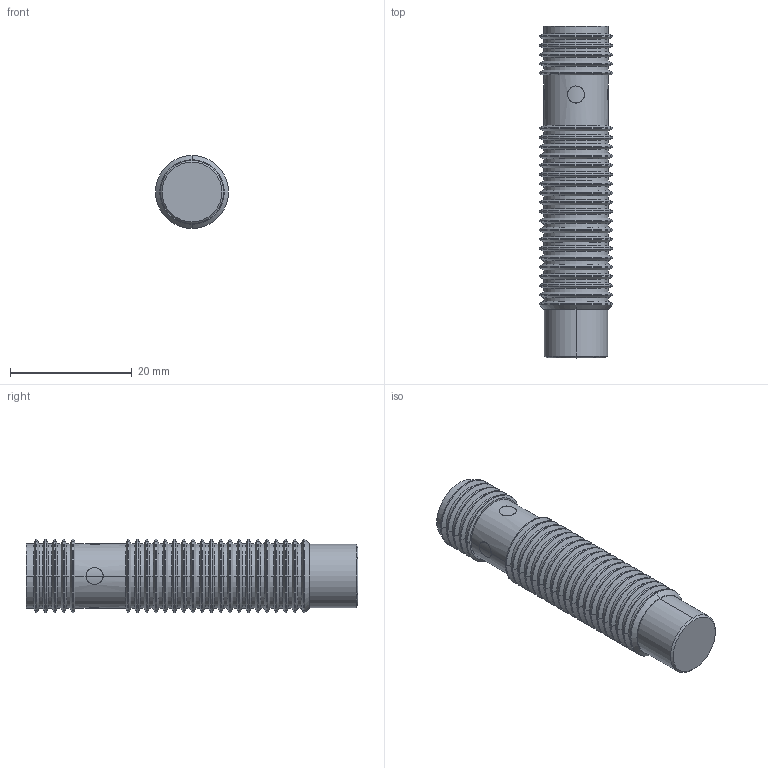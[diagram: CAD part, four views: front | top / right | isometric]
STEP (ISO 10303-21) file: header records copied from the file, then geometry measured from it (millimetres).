
FILE_DESCRIPTION(('STEP AP214'),'1');
FILE_NAME('cctmp_E40BBD1C-B276-4CE3-98BE-E9F8F64425D6_2021_2_18_15_13_36_729..stp','2021-02-18T14:13:36',('Pepperl+Fuchs GmbH'),('CADClick - www.CADClick.com'),'Spatial InterOp 3D',' ','unknown authorization');
FILE_SCHEMA(('AUTOMOTIVE_DESIGN { 1 0 10303 214 1 1 1 1 }'));
Length unit declared in the file: millimetre
Products named in the file (1): 2021_02_18__15-13-36-726
Bounding box: 12 x 54.5 x 12 mm (x, y, z)
Volume: 3974.1 mm3; surface area: 4508.2 mm2
Topology: 1 solids, 3 shells, 281 faces, 615 edges, 335 vertices
Faces by surface type: cylinder 141, cone 108, plane 26, sphere 6
Entity records: 10422 total; most frequent: CARTESIAN_POINT 2008, DIRECTION 1400, ORIENTED_EDGE 1206, EDGE_CURVE 603, AXIS2_PLACEMENT_3D 567, VERTEX_POINT 335, EDGE_LOOP 296, CIRCLE 285
